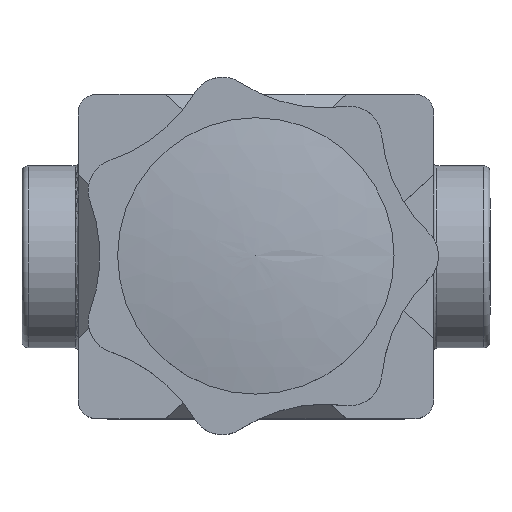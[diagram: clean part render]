
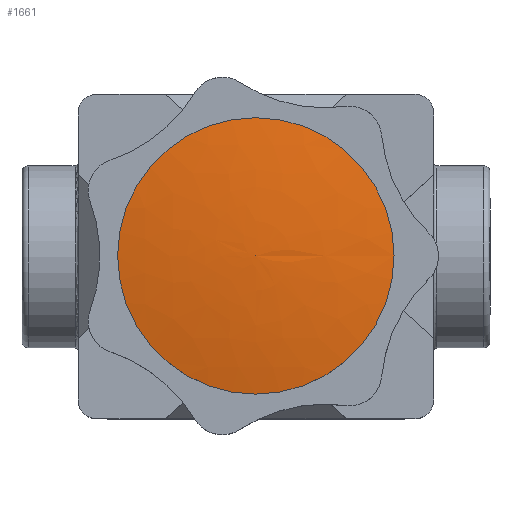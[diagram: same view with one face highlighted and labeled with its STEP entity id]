
A CAD part, top view. The second image highlights one B-rep face of the part: STEP entity #1661.
In plain terms, the highlighted free-form (B-spline) face has degree [2, 2] with [3, 9] control points.
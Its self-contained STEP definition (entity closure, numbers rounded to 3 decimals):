
#24=(
BOUNDED_CURVE()
B_SPLINE_CURVE(2,(#2688,#2689,#2690),.UNSPECIFIED.,.F.,.F.)
B_SPLINE_CURVE_WITH_KNOTS((3,3),(1.402,1.559),
 .UNSPECIFIED.)
CURVE()
GEOMETRIC_REPRESENTATION_ITEM()
RATIONAL_B_SPLINE_CURVE((1.,0.997,1.))
REPRESENTATION_ITEM($)
);
#25=(
BOUNDED_SURFACE()
B_SPLINE_SURFACE(2,2,((#2660,#2661,#2662,#2663,#2664,#2665,#2666,#2667,
#2668),(#2669,#2670,#2671,#2672,#2673,#2674,#2675,#2676,#2677),(#2678,#2679,
#2680,#2681,#2682,#2683,#2684,#2685,#2686)),.UNSPECIFIED.,.F.,.T.,.F.)
B_SPLINE_SURFACE_WITH_KNOTS((3,3),(3,2,2,2,3),(1.402,1.559),
(-3.142,-1.571,0.,1.571,3.142),
 .UNSPECIFIED.)
GEOMETRIC_REPRESENTATION_ITEM()
RATIONAL_B_SPLINE_SURFACE(((1.,0.707,1.,0.707,1.,
0.707,1.,0.707,1.),(0.997,0.705,
0.997,0.705,0.997,0.705,
0.997,0.705,0.997),(1.,0.707,
1.,0.707,1.,0.707,1.,0.707,1.)))
REPRESENTATION_ITEM($)
SURFACE()
);
#486=FACE_OUTER_BOUND($,#600,.T.);
#600=EDGE_LOOP($,(#1305,#1306,#1307,#1308));
#700=CIRCLE($,#1806,22.15);
#701=CIRCLE($,#1807,22.15);
#824=VERTEX_POINT($,#2656);
#825=VERTEX_POINT($,#2657);
#826=VERTEX_POINT($,#2687);
#1003=EDGE_CURVE($,#824,#825,#700,.T.);
#1004=EDGE_CURVE($,#825,#824,#701,.T.);
#1005=EDGE_CURVE($,#825,#826,#24,.T.);
#1305=ORIENTED_EDGE($,*,*,#1003,.F.);
#1306=ORIENTED_EDGE($,*,*,#1004,.F.);
#1307=ORIENTED_EDGE($,*,*,#1005,.T.);
#1308=ORIENTED_EDGE($,*,*,#1005,.F.);
#1661=ADVANCED_FACE($,(#486),#25,.F.);
#1806=AXIS2_PLACEMENT_3D($,#2658,#2138,#2139);
#1807=AXIS2_PLACEMENT_3D($,#2659,#2140,#2141);
#2138=DIRECTION('center_axis',(0.,0.,-1.));
#2139=DIRECTION('ref_axis',(0.,-1.,0.));
#2140=DIRECTION('center_axis',(0.,0.,-1.));
#2141=DIRECTION('ref_axis',(0.,-1.,0.));
#2656=CARTESIAN_POINT('',(0.025,22.15,84.));
#2657=CARTESIAN_POINT('',(-22.125,0.,84.));
#2658=CARTESIAN_POINT('Origin',(0.025,0.,84.));
#2659=CARTESIAN_POINT('Origin',(0.025,0.,84.));
#2660=CARTESIAN_POINT('Ctrl Pts',(-22.125,0.,
84.));
#2661=CARTESIAN_POINT('Ctrl Pts',(-22.125,-22.15,84.));
#2662=CARTESIAN_POINT('Ctrl Pts',(0.025,-22.15,
84.));
#2663=CARTESIAN_POINT('Ctrl Pts',(22.175,-22.15,84.));
#2664=CARTESIAN_POINT('Ctrl Pts',(22.175,0.,
84.));
#2665=CARTESIAN_POINT('Ctrl Pts',(22.175,22.15,84.));
#2666=CARTESIAN_POINT('Ctrl Pts',(0.025,22.15,84.));
#2667=CARTESIAN_POINT('Ctrl Pts',(-22.125,22.15,84.));
#2668=CARTESIAN_POINT('Ctrl Pts',(-22.125,0.,
84.));
#2669=CARTESIAN_POINT('Ctrl Pts',(-11.129,0.,
85.871));
#2670=CARTESIAN_POINT('Ctrl Pts',(-11.129,-11.154,85.871));
#2671=CARTESIAN_POINT('Ctrl Pts',(0.025,-11.154,
85.871));
#2672=CARTESIAN_POINT('Ctrl Pts',(11.178,-11.154,85.871));
#2673=CARTESIAN_POINT('Ctrl Pts',(11.178,0.,
85.871));
#2674=CARTESIAN_POINT('Ctrl Pts',(11.178,11.154,85.871));
#2675=CARTESIAN_POINT('Ctrl Pts',(0.025,11.154,85.871));
#2676=CARTESIAN_POINT('Ctrl Pts',(-11.129,11.154,85.871));
#2677=CARTESIAN_POINT('Ctrl Pts',(-11.129,0.,
85.871));
#2678=CARTESIAN_POINT('Ctrl Pts',(0.025,0.,
86.));
#2679=CARTESIAN_POINT('Ctrl Pts',(0.025,0.,
86.));
#2680=CARTESIAN_POINT('Ctrl Pts',(0.025,0.,
86.));
#2681=CARTESIAN_POINT('Ctrl Pts',(0.025,0.,
86.));
#2682=CARTESIAN_POINT('Ctrl Pts',(0.025,0.,
86.));
#2683=CARTESIAN_POINT('Ctrl Pts',(0.025,0.,
86.));
#2684=CARTESIAN_POINT('Ctrl Pts',(0.025,0.,
86.));
#2685=CARTESIAN_POINT('Ctrl Pts',(0.025,0.,
86.));
#2686=CARTESIAN_POINT('Ctrl Pts',(0.025,0.,
86.));
#2687=CARTESIAN_POINT('',(0.025,0.,86.));
#2688=CARTESIAN_POINT('Ctrl Pts',(-22.125,0.,
84.));
#2689=CARTESIAN_POINT('Ctrl Pts',(-11.129,0.,
85.871));
#2690=CARTESIAN_POINT('Ctrl Pts',(0.025,0.,
86.));
